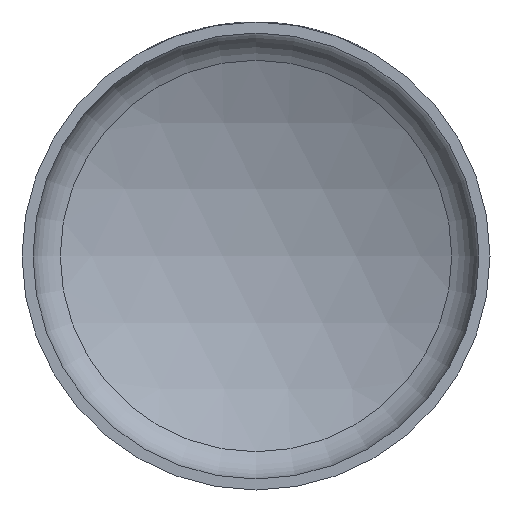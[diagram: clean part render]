
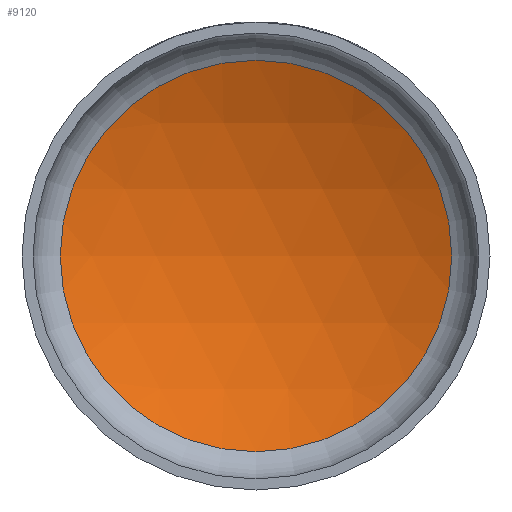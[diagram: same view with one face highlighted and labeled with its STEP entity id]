
A CAD part, front view. The second image highlights one B-rep face of the part: STEP entity #9120.
In plain terms, the highlighted spherical face has radius 85 mm.
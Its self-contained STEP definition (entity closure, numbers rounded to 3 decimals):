
#631 = DIRECTION ( 'NONE',  ( 0., -1., 0. ) ) ;
#2362 = AXIS2_PLACEMENT_3D ( 'NONE', #8203, #15468, #16875 ) ;
#4211 = CIRCLE ( 'NONE', #11732, 35.556 ) ;
#7075 = EDGE_LOOP ( 'NONE', ( #17422 ) ) ;
#7181 = SPHERICAL_SURFACE ( 'NONE', #2362, 85. ) ;
#7554 = VERTEX_POINT ( 'NONE', #17870 ) ;
#7565 = EDGE_CURVE ( 'NONE', #7554, #7554, #4211, .T. ) ;
#8203 = CARTESIAN_POINT ( 'NONE',  ( 0., -60.486, 0. ) ) ;
#9120 = ADVANCED_FACE ( 'NONE', ( #9909 ), #7181, .F. ) ;
#9909 = FACE_OUTER_BOUND ( 'NONE', #7075, .T. ) ;
#11732 = AXIS2_PLACEMENT_3D ( 'NONE', #12765, #631, #12835 ) ;
#12765 = CARTESIAN_POINT ( 'NONE',  ( 0., 16.721, 0. ) ) ;
#12835 = DIRECTION ( 'NONE',  ( 0., 0., -1. ) ) ;
#15468 = DIRECTION ( 'NONE',  ( 0., 0., 1. ) ) ;
#16875 = DIRECTION ( 'NONE',  ( 1., 0., 0. ) ) ;
#17422 = ORIENTED_EDGE ( 'NONE', *, *, #7565, .T. ) ;
#17870 = CARTESIAN_POINT ( 'NONE',  ( 0., 16.721, -35.556 ) ) ;
